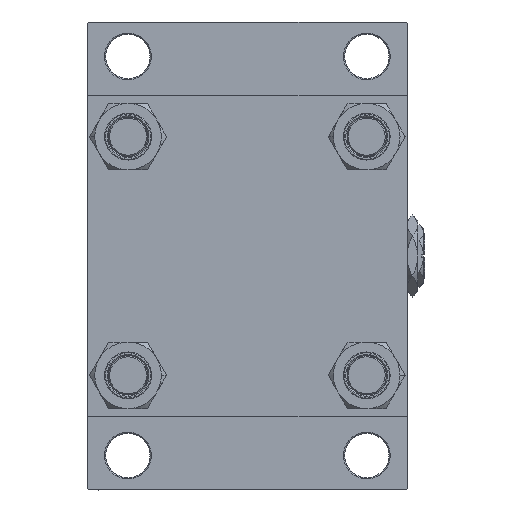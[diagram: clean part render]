
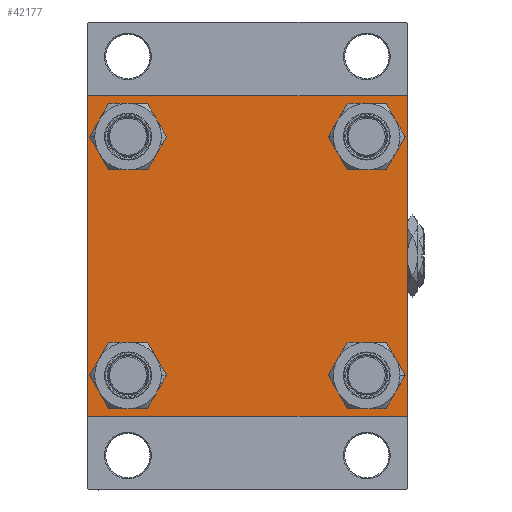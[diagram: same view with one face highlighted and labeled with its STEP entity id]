
A CAD part, left-side view. The second image highlights one B-rep face of the part: STEP entity #42177.
In plain terms, the highlighted planar face has unit normal (-1, 0, 0).
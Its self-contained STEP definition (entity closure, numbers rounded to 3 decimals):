
#83 = ORIENTED_EDGE ( 'NONE', *, *, #7301, .T. ) ;
#709 = ORIENTED_EDGE ( 'NONE', *, *, #2017, .T. ) ;
#829 = CARTESIAN_POINT ( 'NONE',  ( 0., 65., 64.5 ) ) ;
#980 = EDGE_CURVE ( 'NONE', #8843, #11021, #36217, .T. ) ;
#1074 = VECTOR ( 'NONE', #23721, 1000. ) ;
#1305 = DIRECTION ( 'NONE',  ( 0., 0., 1. ) ) ;
#1590 = VERTEX_POINT ( 'NONE', #48567 ) ;
#1845 = CARTESIAN_POINT ( 'NONE',  ( 0., -48.45, 48.45 ) ) ;
#1935 = CARTESIAN_POINT ( 'NONE',  ( 0., -64.75, 64.75 ) ) ;
#2017 = EDGE_CURVE ( 'NONE', #6313, #21128, #19753, .T. ) ;
#2562 = LINE ( 'NONE', #44840, #43412 ) ;
#3154 = EDGE_CURVE ( 'NONE', #9185, #26786, #31832, .T. ) ;
#3550 = FACE_BOUND ( 'NONE', #26845, .T. ) ;
#4250 = CARTESIAN_POINT ( 'NONE',  ( 0., -48.45, 39.95 ) ) ;
#4733 = CIRCLE ( 'NONE', #49756, 8.5 ) ;
#5109 = DIRECTION ( 'NONE',  ( 0., 0., 1. ) ) ;
#5327 = CARTESIAN_POINT ( 'NONE',  ( 0., 64.75, 64.75 ) ) ;
#5580 = ORIENTED_EDGE ( 'NONE', *, *, #23745, .T. ) ;
#5590 = DIRECTION ( 'NONE',  ( 0., 0., 1. ) ) ;
#5938 = DIRECTION ( 'NONE',  ( 1., 0., 0. ) ) ;
#6089 = DIRECTION ( 'NONE',  ( 1., 0., 0. ) ) ;
#6276 = EDGE_LOOP ( 'NONE', ( #49644, #13386, #11590, #33415, #35536, #5580, #10168, #49044 ) ) ;
#6309 = CARTESIAN_POINT ( 'NONE',  ( 0., -64.5, -65. ) ) ;
#6313 = VERTEX_POINT ( 'NONE', #31586 ) ;
#6499 = ORIENTED_EDGE ( 'NONE', *, *, #10255, .T. ) ;
#6658 = DIRECTION ( 'NONE',  ( 1., 0., 0. ) ) ;
#6730 = LINE ( 'NONE', #37184, #15845 ) ;
#7038 = CIRCLE ( 'NONE', #8649, 8.5 ) ;
#7094 = CARTESIAN_POINT ( 'NONE',  ( 0., 48.45, -39.95 ) ) ;
#7237 = CARTESIAN_POINT ( 'NONE',  ( 0., 64.5, 65. ) ) ;
#7301 = EDGE_CURVE ( 'NONE', #21128, #6313, #25141, .T. ) ;
#7399 = ORIENTED_EDGE ( 'NONE', *, *, #17993, .T. ) ;
#7970 = EDGE_CURVE ( 'NONE', #44539, #43337, #16664, .T. ) ;
#8357 = LINE ( 'NONE', #5327, #32688 ) ;
#8649 = AXIS2_PLACEMENT_3D ( 'NONE', #39593, #23746, #5109 ) ;
#8664 = DIRECTION ( 'NONE',  ( 1., 0., 0. ) ) ;
#8671 = EDGE_CURVE ( 'NONE', #9854, #16098, #10414, .T. ) ;
#8843 = VERTEX_POINT ( 'NONE', #24221 ) ;
#8965 = CARTESIAN_POINT ( 'NONE',  ( 0., 65., -64.5 ) ) ;
#9185 = VERTEX_POINT ( 'NONE', #9805 ) ;
#9225 = CARTESIAN_POINT ( 'NONE',  ( 0., -48.45, -39.95 ) ) ;
#9805 = CARTESIAN_POINT ( 'NONE',  ( 0., -48.45, 56.95 ) ) ;
#9854 = VERTEX_POINT ( 'NONE', #35896 ) ;
#10168 = ORIENTED_EDGE ( 'NONE', *, *, #7970, .F. ) ;
#10255 = EDGE_CURVE ( 'NONE', #1590, #47944, #26848, .T. ) ;
#10363 = DIRECTION ( 'NONE',  ( 0., 0., -1. ) ) ;
#10414 = LINE ( 'NONE', #36842, #23599 ) ;
#10950 = CARTESIAN_POINT ( 'NONE',  ( 0., -48.45, 48.45 ) ) ;
#11021 = VERTEX_POINT ( 'NONE', #19208 ) ;
#11590 = ORIENTED_EDGE ( 'NONE', *, *, #8671, .T. ) ;
#12010 = CARTESIAN_POINT ( 'NONE',  ( 0., 48.45, 48.45 ) ) ;
#12204 = DIRECTION ( 'NONE',  ( 0., 0., 1. ) ) ;
#12437 = CARTESIAN_POINT ( 'NONE',  ( 0., 64.75, -64.75 ) ) ;
#12596 = VERTEX_POINT ( 'NONE', #14315 ) ;
#12876 = DIRECTION ( 'NONE',  ( 1., 0., 0. ) ) ;
#13125 = DIRECTION ( 'NONE',  ( 0., 0.707, -0.707 ) ) ;
#13155 = CARTESIAN_POINT ( 'NONE',  ( 0., -48.45, -48.45 ) ) ;
#13386 = ORIENTED_EDGE ( 'NONE', *, *, #29072, .T. ) ;
#13407 = VERTEX_POINT ( 'NONE', #829 ) ;
#13743 = CARTESIAN_POINT ( 'NONE',  ( 0., 48.45, 48.45 ) ) ;
#14315 = CARTESIAN_POINT ( 'NONE',  ( 0., -48.45, -56.95 ) ) ;
#14572 = AXIS2_PLACEMENT_3D ( 'NONE', #13155, #6089, #28774 ) ;
#14706 = AXIS2_PLACEMENT_3D ( 'NONE', #32462, #31719, #20625 ) ;
#15136 = PLANE ( 'NONE',  #14706 ) ;
#15845 = VECTOR ( 'NONE', #44489, 1000. ) ;
#16037 = EDGE_CURVE ( 'NONE', #44539, #13407, #8357, .T. ) ;
#16098 = VERTEX_POINT ( 'NONE', #6309 ) ;
#16651 = VERTEX_POINT ( 'NONE', #9225 ) ;
#16664 = LINE ( 'NONE', #32027, #1074 ) ;
#16967 = VECTOR ( 'NONE', #27308, 1000. ) ;
#17335 = CARTESIAN_POINT ( 'NONE',  ( 0., -65., 65. ) ) ;
#17758 = DIRECTION ( 'NONE',  ( 0., 0., 1. ) ) ;
#17893 = CARTESIAN_POINT ( 'NONE',  ( 0., -64.5, 65. ) ) ;
#17993 = EDGE_CURVE ( 'NONE', #47944, #1590, #7038, .T. ) ;
#19130 = CARTESIAN_POINT ( 'NONE',  ( 0., 48.45, 39.95 ) ) ;
#19208 = CARTESIAN_POINT ( 'NONE',  ( 0., -65., -64.5 ) ) ;
#19333 = EDGE_LOOP ( 'NONE', ( #25207, #32525 ) ) ;
#19753 = CIRCLE ( 'NONE', #48668, 8.5 ) ;
#20419 = ORIENTED_EDGE ( 'NONE', *, *, #34420, .T. ) ;
#20470 = EDGE_CURVE ( 'NONE', #16098, #11021, #6730, .T. ) ;
#20625 = DIRECTION ( 'NONE',  ( 0., 0., 1. ) ) ;
#21128 = VERTEX_POINT ( 'NONE', #19130 ) ;
#23599 = VECTOR ( 'NONE', #26020, 1000. ) ;
#23721 = DIRECTION ( 'NONE',  ( 0., -1., 0. ) ) ;
#23745 = EDGE_CURVE ( 'NONE', #8843, #43337, #44457, .T. ) ;
#23746 = DIRECTION ( 'NONE',  ( 1., 0., 0. ) ) ;
#24221 = CARTESIAN_POINT ( 'NONE',  ( 0., -65., 64.5 ) ) ;
#24231 = EDGE_CURVE ( 'NONE', #16651, #12596, #4733, .T. ) ;
#24894 = EDGE_LOOP ( 'NONE', ( #7399, #6499 ) ) ;
#25141 = CIRCLE ( 'NONE', #29969, 8.5 ) ;
#25207 = ORIENTED_EDGE ( 'NONE', *, *, #3154, .T. ) ;
#26020 = DIRECTION ( 'NONE',  ( 0., -1., 0. ) ) ;
#26543 = CIRCLE ( 'NONE', #14572, 8.5 ) ;
#26786 = VERTEX_POINT ( 'NONE', #4250 ) ;
#26845 = EDGE_LOOP ( 'NONE', ( #709, #83 ) ) ;
#26848 = CIRCLE ( 'NONE', #31686, 8.5 ) ;
#27279 = EDGE_CURVE ( 'NONE', #13407, #44781, #2562, .T. ) ;
#27308 = DIRECTION ( 'NONE',  ( 0., -0.707, -0.707 ) ) ;
#27372 = DIRECTION ( 'NONE',  ( 1., 0., 0. ) ) ;
#28291 = CIRCLE ( 'NONE', #45168, 8.5 ) ;
#28774 = DIRECTION ( 'NONE',  ( 0., 0., 1. ) ) ;
#29072 = EDGE_CURVE ( 'NONE', #44781, #9854, #39853, .T. ) ;
#29787 = ORIENTED_EDGE ( 'NONE', *, *, #24231, .T. ) ;
#29969 = AXIS2_PLACEMENT_3D ( 'NONE', #13743, #5938, #17758 ) ;
#31239 = FACE_BOUND ( 'NONE', #38206, .T. ) ;
#31586 = CARTESIAN_POINT ( 'NONE',  ( 0., 48.45, 56.95 ) ) ;
#31686 = AXIS2_PLACEMENT_3D ( 'NONE', #45127, #12876, #1305 ) ;
#31719 = DIRECTION ( 'NONE',  ( -1., 0., 0. ) ) ;
#31832 = CIRCLE ( 'NONE', #41488, 8.5 ) ;
#32027 = CARTESIAN_POINT ( 'NONE',  ( 0., 65., 65. ) ) ;
#32462 = CARTESIAN_POINT ( 'NONE',  ( 0., 0., 0. ) ) ;
#32525 = ORIENTED_EDGE ( 'NONE', *, *, #39369, .T. ) ;
#32688 = VECTOR ( 'NONE', #13125, 1000. ) ;
#33415 = ORIENTED_EDGE ( 'NONE', *, *, #20470, .T. ) ;
#34099 = DIRECTION ( 'NONE',  ( 0., 0., 1. ) ) ;
#34420 = EDGE_CURVE ( 'NONE', #12596, #16651, #26543, .T. ) ;
#35536 = ORIENTED_EDGE ( 'NONE', *, *, #980, .F. ) ;
#35896 = CARTESIAN_POINT ( 'NONE',  ( 0., 64.5, -65. ) ) ;
#36217 = LINE ( 'NONE', #17335, #46238 ) ;
#36842 = CARTESIAN_POINT ( 'NONE',  ( 0., 65., -65. ) ) ;
#36901 = DIRECTION ( 'NONE',  ( 0., 0.707, 0.707 ) ) ;
#37184 = CARTESIAN_POINT ( 'NONE',  ( 0., -64.75, -64.75 ) ) ;
#37784 = FACE_BOUND ( 'NONE', #19333, .T. ) ;
#38030 = FACE_BOUND ( 'NONE', #24894, .T. ) ;
#38206 = EDGE_LOOP ( 'NONE', ( #29787, #20419 ) ) ;
#39369 = EDGE_CURVE ( 'NONE', #26786, #9185, #28291, .T. ) ;
#39593 = CARTESIAN_POINT ( 'NONE',  ( 0., 48.45, -48.45 ) ) ;
#39853 = LINE ( 'NONE', #12437, #16967 ) ;
#40081 = CARTESIAN_POINT ( 'NONE',  ( 0., -48.45, -48.45 ) ) ;
#41488 = AXIS2_PLACEMENT_3D ( 'NONE', #1845, #8664, #12204 ) ;
#42177 = ADVANCED_FACE ( 'NONE', ( #37784, #31239, #38030, #3550, #49616 ), #15136, .T. ) ;
#42209 = DIRECTION ( 'NONE',  ( 0., 0., 1. ) ) ;
#43337 = VERTEX_POINT ( 'NONE', #17893 ) ;
#43412 = VECTOR ( 'NONE', #10363, 1000. ) ;
#44457 = LINE ( 'NONE', #1935, #46523 ) ;
#44489 = DIRECTION ( 'NONE',  ( 0., -0.707, 0.707 ) ) ;
#44539 = VERTEX_POINT ( 'NONE', #7237 ) ;
#44587 = DIRECTION ( 'NONE',  ( 1., 0., 0. ) ) ;
#44781 = VERTEX_POINT ( 'NONE', #8965 ) ;
#44840 = CARTESIAN_POINT ( 'NONE',  ( 0., 65., 65. ) ) ;
#45127 = CARTESIAN_POINT ( 'NONE',  ( 0., 48.45, -48.45 ) ) ;
#45168 = AXIS2_PLACEMENT_3D ( 'NONE', #10950, #6658, #34099 ) ;
#46238 = VECTOR ( 'NONE', #48050, 1000. ) ;
#46523 = VECTOR ( 'NONE', #36901, 1000. ) ;
#47944 = VERTEX_POINT ( 'NONE', #7094 ) ;
#48050 = DIRECTION ( 'NONE',  ( 0., 0., -1. ) ) ;
#48567 = CARTESIAN_POINT ( 'NONE',  ( 0., 48.45, -56.95 ) ) ;
#48668 = AXIS2_PLACEMENT_3D ( 'NONE', #12010, #27372, #42209 ) ;
#49044 = ORIENTED_EDGE ( 'NONE', *, *, #16037, .T. ) ;
#49616 = FACE_OUTER_BOUND ( 'NONE', #6276, .T. ) ;
#49644 = ORIENTED_EDGE ( 'NONE', *, *, #27279, .T. ) ;
#49756 = AXIS2_PLACEMENT_3D ( 'NONE', #40081, #44587, #5590 ) ;
